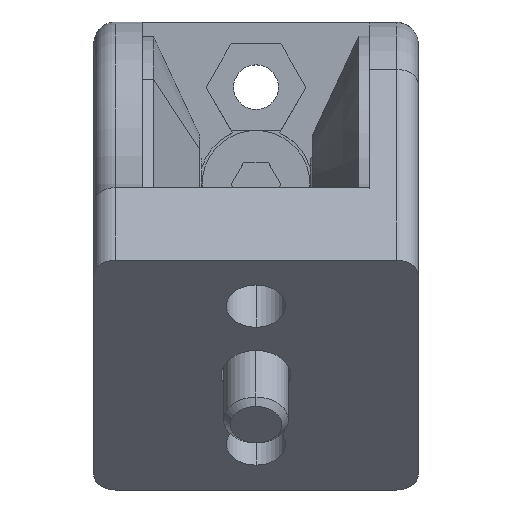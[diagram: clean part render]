
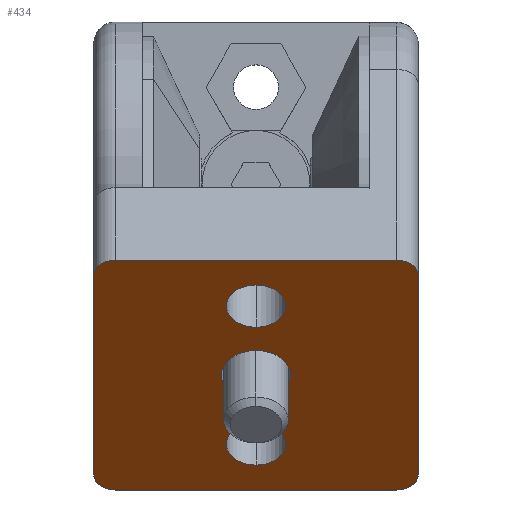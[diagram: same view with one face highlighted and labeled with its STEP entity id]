
A CAD part, top view. The second image highlights one B-rep face of the part: STEP entity #434.
In plain terms, the highlighted planar face has unit normal (0, -0.707, 0.707).
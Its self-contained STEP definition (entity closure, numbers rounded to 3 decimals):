
#434=ADVANCED_FACE('',(#735,#736,#737,#738),#739,.F.);
#735=FACE_OUTER_BOUND('',#1192,.T.);
#736=FACE_BOUND('',#1193,.T.);
#737=FACE_BOUND('',#1194,.T.);
#738=FACE_BOUND('',#1195,.T.);
#739=PLANE('',#1196);
#1192=EDGE_LOOP('',(#2096,#2097,#2098,#2099,#2100,#2101,#2102,#2103));
#1193=EDGE_LOOP('',(#2104,#2105));
#1194=EDGE_LOOP('',(#2106,#2107));
#1195=EDGE_LOOP('',(#2108,#2109));
#1196=AXIS2_PLACEMENT_3D('',#2110,#2111,#2112);
#2096=ORIENTED_EDGE('',*,*,#3358,.T.);
#2097=ORIENTED_EDGE('',*,*,#3359,.T.);
#2098=ORIENTED_EDGE('',*,*,#3360,.T.);
#2099=ORIENTED_EDGE('',*,*,#3361,.T.);
#2100=ORIENTED_EDGE('',*,*,#3362,.T.);
#2101=ORIENTED_EDGE('',*,*,#3363,.T.);
#2102=ORIENTED_EDGE('',*,*,#3364,.T.);
#2103=ORIENTED_EDGE('',*,*,#3365,.T.);
#2104=ORIENTED_EDGE('',*,*,#3300,.T.);
#2105=ORIENTED_EDGE('',*,*,#3366,.T.);
#2106=ORIENTED_EDGE('',*,*,#3295,.T.);
#2107=ORIENTED_EDGE('',*,*,#3367,.T.);
#2108=ORIENTED_EDGE('',*,*,#3368,.T.);
#2109=ORIENTED_EDGE('',*,*,#3288,.T.);
#2110=CARTESIAN_POINT('',(0.0,-17.678,42.678));
#2111=DIRECTION('',(0.0,0.707,-0.707));
#2112=DIRECTION('',(-1.0,0.0,0.0));
#3288=EDGE_CURVE('',#3902,#3899,#3903,.T.);
#3295=EDGE_CURVE('',#3908,#3914,#3916,.T.);
#3300=EDGE_CURVE('',#3918,#3924,#3926,.T.);
#3358=EDGE_CURVE('',#4023,#4024,#4025,.T.);
#3359=EDGE_CURVE('',#4024,#4026,#4027,.T.);
#3360=EDGE_CURVE('',#4026,#4028,#4029,.T.);
#3361=EDGE_CURVE('',#4028,#4030,#4031,.T.);
#3362=EDGE_CURVE('',#4030,#4032,#4033,.T.);
#3363=EDGE_CURVE('',#4032,#4034,#4035,.T.);
#3364=EDGE_CURVE('',#4034,#4036,#4037,.T.);
#3365=EDGE_CURVE('',#4036,#4023,#4038,.T.);
#3366=EDGE_CURVE('',#3924,#3918,#4039,.T.);
#3367=EDGE_CURVE('',#3914,#3908,#4040,.T.);
#3368=EDGE_CURVE('',#3899,#3902,#4041,.T.);
#3899=VERTEX_POINT('',#4855);
#3902=VERTEX_POINT('',#4859);
#3903=CIRCLE('',#4860,2.75);
#3908=VERTEX_POINT('',#4866);
#3914=VERTEX_POINT('',#4873);
#3916=CIRCLE('',#4876,2.75);
#3918=VERTEX_POINT('',#4878);
#3924=VERTEX_POINT('',#4885);
#3926=CIRCLE('',#4888,3.2);
#4023=VERTEX_POINT('',#5030);
#4024=VERTEX_POINT('',#5031);
#4025=LINE('',#5032,#5033);
#4026=VERTEX_POINT('',#5034);
#4027=CIRCLE('',#5035,2.0);
#4028=VERTEX_POINT('',#5036);
#4029=LINE('',#5037,#5038);
#4030=VERTEX_POINT('',#5039);
#4031=CIRCLE('',#5040,2.0);
#4032=VERTEX_POINT('',#5041);
#4033=LINE('',#5042,#5043);
#4034=VERTEX_POINT('',#5044);
#4035=CIRCLE('',#5045,2.0);
#4036=VERTEX_POINT('',#5046);
#4037=LINE('',#5047,#5048);
#4038=CIRCLE('',#5049,2.0);
#4039=CIRCLE('',#5050,3.2);
#4040=CIRCLE('',#5051,2.75);
#4041=CIRCLE('',#5052,2.75);
#4855=CARTESIAN_POINT('',(0.0,-22.097,38.258));
#4859=CARTESIAN_POINT('',(0.,-25.986,34.369));
#4860=AXIS2_PLACEMENT_3D('',#5948,#5949,#5950);
#4866=CARTESIAN_POINT('',(0.0,-13.258,47.097));
#4873=CARTESIAN_POINT('',(0.,-9.369,50.986));
#4876=AXIS2_PLACEMENT_3D('',#5963,#5964,#5965);
#4878=CARTESIAN_POINT('',(0.0,-19.94,40.415));
#4885=CARTESIAN_POINT('',(0.,-15.415,44.94));
#4888=AXIS2_PLACEMENT_3D('',#5974,#5975,#5976);
#5030=CARTESIAN_POINT('',(13.0,-7.071,53.284));
#5031=CARTESIAN_POINT('',(-13.0,-7.071,53.284));
#5032=CARTESIAN_POINT('',(13.0,-7.071,53.284));
#5033=VECTOR('',#6058,26.0);
#5034=CARTESIAN_POINT('',(-15.0,-8.485,51.87));
#5035=AXIS2_PLACEMENT_3D('',#6059,#6060,#6061);
#5036=CARTESIAN_POINT('',(-15.0,-26.87,33.485));
#5037=CARTESIAN_POINT('',(-15.0,-8.485,51.87));
#5038=VECTOR('',#6062,26.0);
#5039=CARTESIAN_POINT('',(-13.0,-28.284,32.071));
#5040=AXIS2_PLACEMENT_3D('',#6063,#6064,#6065);
#5041=CARTESIAN_POINT('',(13.0,-28.284,32.071));
#5042=CARTESIAN_POINT('',(-13.0,-28.284,32.071));
#5043=VECTOR('',#6066,26.0);
#5044=CARTESIAN_POINT('',(15.0,-26.87,33.485));
#5045=AXIS2_PLACEMENT_3D('',#6067,#6068,#6069);
#5046=CARTESIAN_POINT('',(15.0,-8.485,51.87));
#5047=CARTESIAN_POINT('',(15.0,-26.87,33.485));
#5048=VECTOR('',#6070,26.0);
#5049=AXIS2_PLACEMENT_3D('',#6071,#6072,#6073);
#5050=AXIS2_PLACEMENT_3D('',#6074,#6075,#6076);
#5051=AXIS2_PLACEMENT_3D('',#6077,#6078,#6079);
#5052=AXIS2_PLACEMENT_3D('',#6080,#6081,#6082);
#5948=CARTESIAN_POINT('',(0.0,-24.042,36.314));
#5949=DIRECTION('',(0.0,0.707,-0.707));
#5950=DIRECTION('',(0.0,0.707,0.707));
#5963=CARTESIAN_POINT('',(0.0,-11.314,49.042));
#5964=DIRECTION('',(0.0,0.707,-0.707));
#5965=DIRECTION('',(0.0,-0.707,-0.707));
#5974=CARTESIAN_POINT('',(0.0,-17.678,42.678));
#5975=DIRECTION('',(0.0,0.707,-0.707));
#5976=DIRECTION('',(0.0,-0.707,-0.707));
#6058=DIRECTION('',(-1.0,0.0,0.0));
#6059=CARTESIAN_POINT('',(-13.0,-8.485,51.87));
#6060=DIRECTION('',(0.0,-0.707,0.707));
#6061=DIRECTION('',(0.0,0.707,0.707));
#6062=DIRECTION('',(0.0,-0.707,-0.707));
#6063=CARTESIAN_POINT('',(-13.0,-26.87,33.485));
#6064=DIRECTION('',(0.0,-0.707,0.707));
#6065=DIRECTION('',(-1.0,0.0,0.0));
#6066=DIRECTION('',(1.0,0.0,0.0));
#6067=CARTESIAN_POINT('',(13.0,-26.87,33.485));
#6068=DIRECTION('',(0.0,-0.707,0.707));
#6069=DIRECTION('',(0.0,-0.707,-0.707));
#6070=DIRECTION('',(0.0,0.707,0.707));
#6071=CARTESIAN_POINT('',(13.0,-8.485,51.87));
#6072=DIRECTION('',(0.0,-0.707,0.707));
#6073=DIRECTION('',(1.0,0.0,0.0));
#6074=CARTESIAN_POINT('',(0.0,-17.678,42.678));
#6075=DIRECTION('',(0.0,0.707,-0.707));
#6076=DIRECTION('',(0.0,-0.707,-0.707));
#6077=CARTESIAN_POINT('',(0.0,-11.314,49.042));
#6078=DIRECTION('',(0.0,0.707,-0.707));
#6079=DIRECTION('',(0.0,-0.707,-0.707));
#6080=CARTESIAN_POINT('',(0.0,-24.042,36.314));
#6081=DIRECTION('',(0.0,0.707,-0.707));
#6082=DIRECTION('',(0.0,0.707,0.707));
